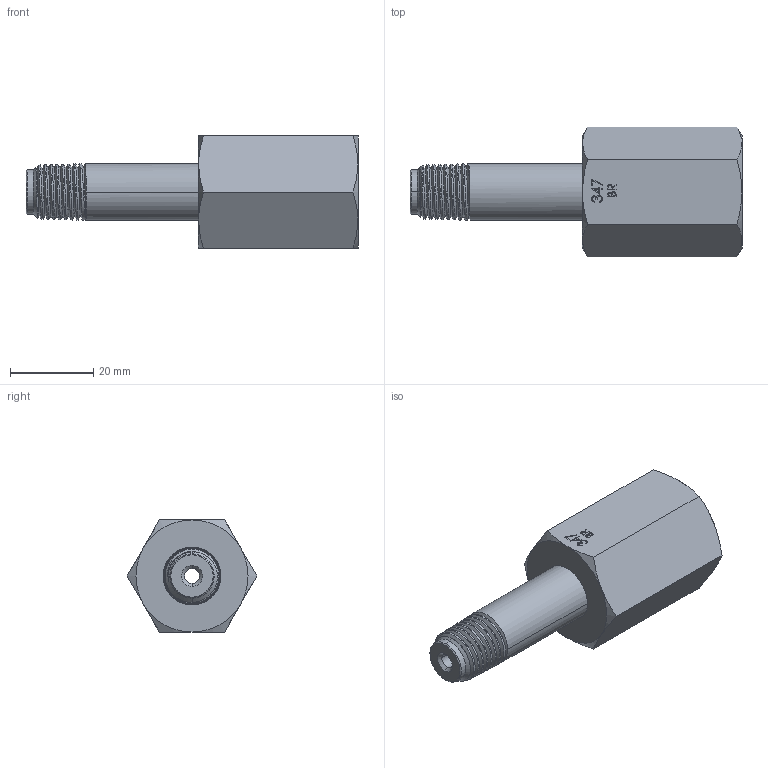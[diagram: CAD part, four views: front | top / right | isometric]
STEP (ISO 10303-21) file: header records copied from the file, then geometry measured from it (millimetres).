
FILE_DESCRIPTION (( 'STEP AP203' ), '1' );
FILE_NAME ('INL-347BR-4M-48.STEP', '2025-09-26T18:00:25', ( '' ), ( '' ), 'SwSTEP 2.0', 'SolidWorks 2018', '' );
FILE_SCHEMA (( 'CONFIG_CONTROL_DESIGN' ));
Length unit declared in the file: inch
Products named in the file (3): PRT-001806; PRT-000763; INL-347BR-4M-48
Assembly tree (2 placements, depth 2):
  INL-347BR-4M-48
    PRT-000763
    PRT-001806
Bounding box: 79.69 x 31.16 x 26.99 mm (x, y, z)
Volume: 23712.9 mm3; surface area: 11897.7 mm2
Topology: 2 solids, 2 shells, 117 faces, 512 edges, 409 vertices
Faces by surface type: cone 40, cylinder 35, plane 28, torus 6, bspline 6, sphere 2
Entity records: 14097 total; most frequent: CARTESIAN_POINT 10003, ORIENTED_EDGE 1016, DIRECTION 525, EDGE_CURVE 508, VERTEX_POINT 407, B_SPLINE_CURVE_WITH_KNOTS 297, AXIS2_PLACEMENT_3D 198, EDGE_LOOP 133
